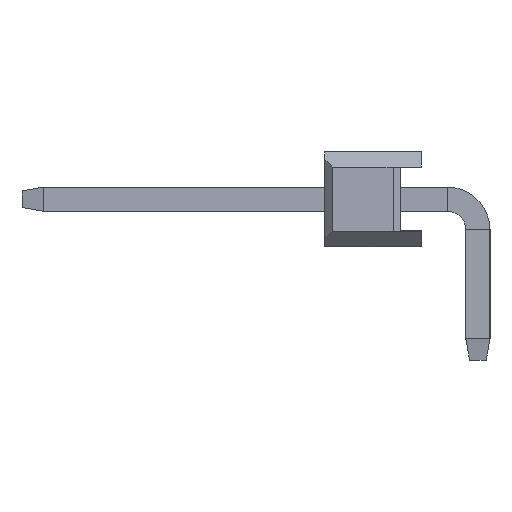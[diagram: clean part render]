
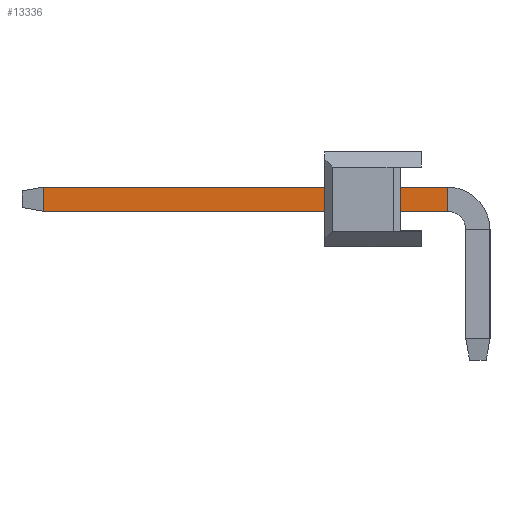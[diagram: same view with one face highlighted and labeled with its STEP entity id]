
A CAD part, left-side view. The second image highlights one B-rep face of the part: STEP entity #13336.
In plain terms, the highlighted planar face has unit normal (-1, 0, 0).
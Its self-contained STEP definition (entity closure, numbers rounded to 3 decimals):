
#340 = DIRECTION ( 'NONE',  ( 0., -1., 0. ) ) ;
#1869 = DIRECTION ( 'NONE',  ( 1., 0., 0. ) ) ;
#5101 = ORIENTED_EDGE ( 'NONE', *, *, #39549, .T. ) ;
#5284 = LINE ( 'NONE', #22463, #32410 ) ;
#5495 = EDGE_CURVE ( 'NONE', #55820, #23183, #33489, .T. ) ;
#5709 = CARTESIAN_POINT ( 'NONE',  ( -96.84, 10.54, -0.32 ) ) ;
#6099 = FACE_OUTER_BOUND ( 'NONE', #36389, .T. ) ;
#12076 = DIRECTION ( 'NONE',  ( 0., 0., -1. ) ) ;
#13336 = ADVANCED_FACE ( 'NONE', ( #6099 ), #23279, .F. ) ;
#15483 = ORIENTED_EDGE ( 'NONE', *, *, #49051, .F. ) ;
#15688 = ORIENTED_EDGE ( 'NONE', *, *, #5495, .T. ) ;
#19051 = DIRECTION ( 'NONE',  ( 0., 0., -1. ) ) ;
#21782 = LINE ( 'NONE', #38992, #48432 ) ;
#21900 = VECTOR ( 'NONE', #22888, 1000. ) ;
#22463 = CARTESIAN_POINT ( 'NONE',  ( -96.84, -0.7, 0.32 ) ) ;
#22630 = CARTESIAN_POINT ( 'NONE',  ( -96.84, -0.7, 0.32 ) ) ;
#22888 = DIRECTION ( 'NONE',  ( 0., -1., 0. ) ) ;
#23183 = VERTEX_POINT ( 'NONE', #49175 ) ;
#23279 = PLANE ( 'NONE',  #35161 ) ;
#24702 = EDGE_CURVE ( 'NONE', #23183, #47821, #44338, .T. ) ;
#28245 = VERTEX_POINT ( 'NONE', #22630 ) ;
#32410 = VECTOR ( 'NONE', #39690, 1000. ) ;
#32533 = CARTESIAN_POINT ( 'NONE',  ( -96.84, 9.973, 0.32 ) ) ;
#33489 = LINE ( 'NONE', #50704, #41785 ) ;
#33867 = ORIENTED_EDGE ( 'NONE', *, *, #24702, .T. ) ;
#34946 = CARTESIAN_POINT ( 'NONE',  ( -96.84, -0.7, -0.32 ) ) ;
#35161 = AXIS2_PLACEMENT_3D ( 'NONE', #40505, #1869, #19051 ) ;
#36389 = EDGE_LOOP ( 'NONE', ( #15483, #15688, #33867, #5101 ) ) ;
#38992 = CARTESIAN_POINT ( 'NONE',  ( -96.84, 10.54, 0.32 ) ) ;
#39549 = EDGE_CURVE ( 'NONE', #47821, #28245, #5284, .T. ) ;
#39690 = DIRECTION ( 'NONE',  ( 0., 0., 1. ) ) ;
#40505 = CARTESIAN_POINT ( 'NONE',  ( -96.84, 10.54, 0.32 ) ) ;
#41785 = VECTOR ( 'NONE', #12076, 1000. ) ;
#44338 = LINE ( 'NONE', #5709, #21900 ) ;
#47821 = VERTEX_POINT ( 'NONE', #34946 ) ;
#48432 = VECTOR ( 'NONE', #340, 1000. ) ;
#49051 = EDGE_CURVE ( 'NONE', #55820, #28245, #21782, .T. ) ;
#49175 = CARTESIAN_POINT ( 'NONE',  ( -96.84, 9.973, -0.32 ) ) ;
#50704 = CARTESIAN_POINT ( 'NONE',  ( -96.84, 9.973, -0.32 ) ) ;
#55820 = VERTEX_POINT ( 'NONE', #32533 ) ;
